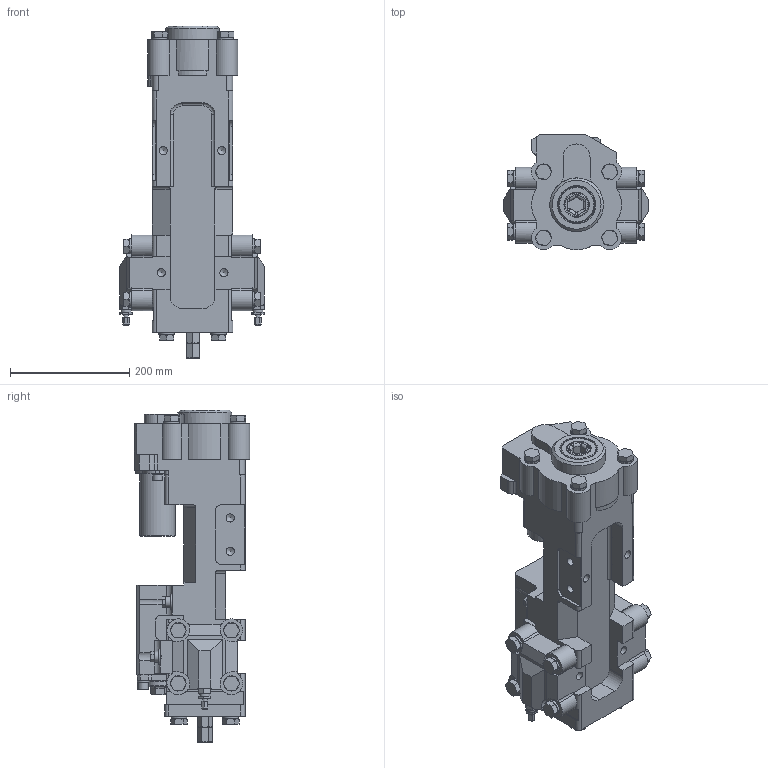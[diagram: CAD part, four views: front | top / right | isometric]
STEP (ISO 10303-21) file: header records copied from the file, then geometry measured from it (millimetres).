
FILE_DESCRIPTION(/* description */ ('Alibre Inc.'),/* implementation_level */ '2;1');
FILE_NAME(/* name */ 'export0',/* time_stamp */ '2018-05-08T10:29:40+03:00',/* author */ (''),/* organization */ (''),/* preprocessor_version */ 'ST-DEVELOPER v10',/* originating_system */ 'Alibre',/* authorisation */ '');
FILE_SCHEMA (('AUTOMOTIVE_DESIGN'));
Length unit declared in the file: centimetre
Bounding box: 243 x 194 x 557 mm (x, y, z)
Volume: 9019505.2 mm3; surface area: 693843.7 mm2
Topology: 1 solids, 40 shells, 1266 faces, 3166 edges, 2050 vertices
Faces by surface type: plane 685, cylinder 348, cone 189, torus 41, revolution 2, sphere 1
Full cylindrical faces by diameter (mm): 3 x3, 4.917 x3, 6 x2, 6.5 x3, 7.5 x2, 8.376 x2, 8.5 x1, 10.5 x1, 10.647 x8, 11 x2, 11.328 x2, 11.445 x1, 11.5 x2, 13 x8, 13.835 x8, 14 x2, 14.376 x16, 14.662 x1, 14.95 x4, 16 x2, 16.1 x1, 16.5 x1, 16.662 x1, 17 x20, 18 x14, 18.631 x2, 19.5 x4, 25.4 x4, 26 x20, 31.5 x2
Entity records: 33554 total; most frequent: CARTESIAN_POINT 7019, ORIENTED_EDGE 5586, DIRECTION 4676, EDGE_CURVE 2793, VERTEX_POINT 1978, AXIS2_PLACEMENT_3D 1943, FACE_BOUND 1681, EDGE_LOOP 1639
